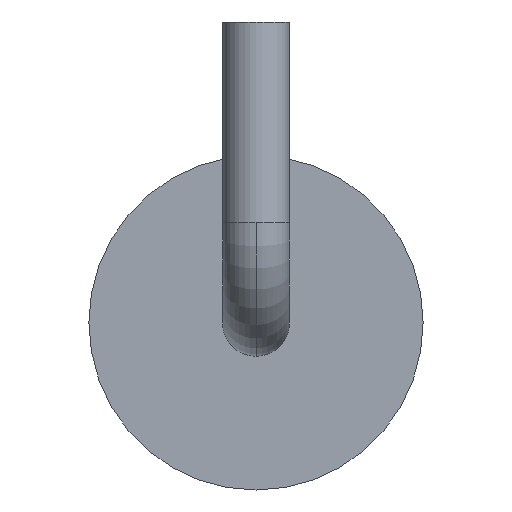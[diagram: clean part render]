
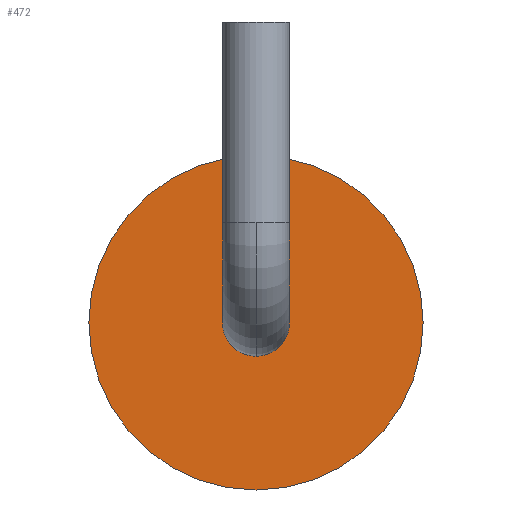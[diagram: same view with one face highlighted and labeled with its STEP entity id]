
A CAD part, front view. The second image highlights one B-rep face of the part: STEP entity #472.
In plain terms, the highlighted planar face has unit normal (0, -1, 0).
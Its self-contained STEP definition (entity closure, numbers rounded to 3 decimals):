
#7 = AXIS2_PLACEMENT_3D ( 'NONE', #154, #152, #151 ) ;
#14 = CIRCLE ( 'NONE', #7, 0.5 ) ;
#17 = CIRCLE ( 'NONE', #25, 2.5 ) ;
#18 = AXIS2_PLACEMENT_3D ( 'NONE', #231, #230, #229 ) ;
#25 = AXIS2_PLACEMENT_3D ( 'NONE', #205, #204, #203 ) ;
#29 = AXIS2_PLACEMENT_3D ( 'NONE', #202, #201, #199 ) ;
#33 = AXIS2_PLACEMENT_3D ( 'NONE', #341, #344, #357 ) ;
#77 = CIRCLE ( 'NONE', #29, 0.5 ) ;
#84 = CIRCLE ( 'NONE', #18, 2.5 ) ;
#119 = CARTESIAN_POINT ( 'NONE',  ( 0., 0., -0.5 ) ) ;
#121 = CARTESIAN_POINT ( 'NONE',  ( 0., 0., 2.5 ) ) ;
#141 = CARTESIAN_POINT ( 'NONE',  ( 0., 0., 0.5 ) ) ;
#142 = CARTESIAN_POINT ( 'NONE',  ( 0., 0., -2.5 ) ) ;
#151 = DIRECTION ( 'NONE',  ( 0., 0., -1. ) ) ;
#152 = DIRECTION ( 'NONE',  ( 0., -1., 0. ) ) ;
#154 = CARTESIAN_POINT ( 'NONE',  ( 0., 0., 0. ) ) ;
#199 = DIRECTION ( 'NONE',  ( 0., 0., -1. ) ) ;
#201 = DIRECTION ( 'NONE',  ( 0., -1., 0. ) ) ;
#202 = CARTESIAN_POINT ( 'NONE',  ( 0., 0., 0. ) ) ;
#203 = DIRECTION ( 'NONE',  ( 0., 0., 1. ) ) ;
#204 = DIRECTION ( 'NONE',  ( 0., 1., 0. ) ) ;
#205 = CARTESIAN_POINT ( 'NONE',  ( 0., 0., 0. ) ) ;
#229 = DIRECTION ( 'NONE',  ( 0., 0., 1. ) ) ;
#230 = DIRECTION ( 'NONE',  ( 0., 1., 0. ) ) ;
#231 = CARTESIAN_POINT ( 'NONE',  ( 0., 0., 0. ) ) ;
#332 = PLANE ( 'NONE',  #33 ) ;
#341 = CARTESIAN_POINT ( 'NONE',  ( 0., 0., 0. ) ) ;
#344 = DIRECTION ( 'NONE',  ( 0., 1., 0. ) ) ;
#357 = DIRECTION ( 'NONE',  ( 0., 0., 1. ) ) ;
#472 = ADVANCED_FACE ( 'NONE', ( #716, #723 ), #332, .F. ) ;
#486 = EDGE_CURVE ( 'NONE', #565, #529, #84, .T. ) ;
#496 = EDGE_CURVE ( 'NONE', #529, #565, #17, .T. ) ;
#497 = EDGE_CURVE ( 'NONE', #532, #567, #77, .T. ) ;
#513 = EDGE_CURVE ( 'NONE', #567, #532, #14, .T. ) ;
#529 = VERTEX_POINT ( 'NONE', #142 ) ;
#532 = VERTEX_POINT ( 'NONE', #141 ) ;
#565 = VERTEX_POINT ( 'NONE', #121 ) ;
#567 = VERTEX_POINT ( 'NONE', #119 ) ;
#622 = EDGE_LOOP ( 'NONE', ( #702, #698 ) ) ;
#623 = EDGE_LOOP ( 'NONE', ( #703, #700 ) ) ;
#698 = ORIENTED_EDGE ( 'NONE', *, *, #513, .F. ) ;
#700 = ORIENTED_EDGE ( 'NONE', *, *, #486, .F. ) ;
#702 = ORIENTED_EDGE ( 'NONE', *, *, #497, .F. ) ;
#703 = ORIENTED_EDGE ( 'NONE', *, *, #496, .F. ) ;
#716 = FACE_OUTER_BOUND ( 'NONE', #623, .T. ) ;
#723 = FACE_BOUND ( 'NONE', #622, .T. ) ;
